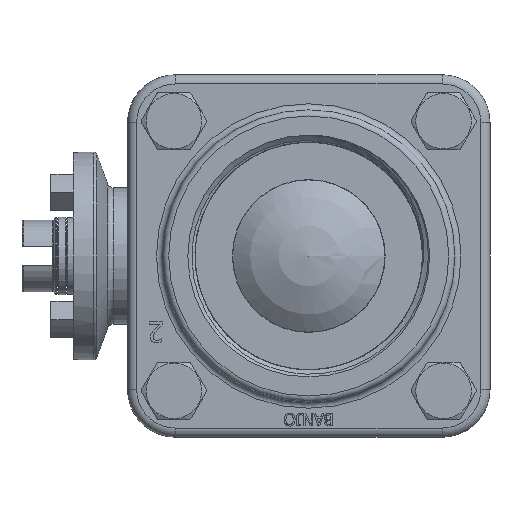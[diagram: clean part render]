
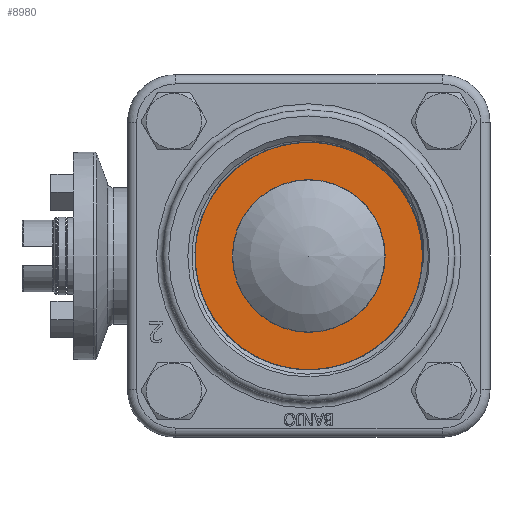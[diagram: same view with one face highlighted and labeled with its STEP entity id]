
A CAD part, left-side view. The second image highlights one B-rep face of the part: STEP entity #8980.
In plain terms, the highlighted planar face has unit normal (-1, 0, 0).
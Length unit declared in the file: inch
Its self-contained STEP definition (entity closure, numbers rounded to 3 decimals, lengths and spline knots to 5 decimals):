
#1737=PLANE('',#9837);
#1990=FACE_BOUND('',#3188,.T.);
#2468=FACE_OUTER_BOUND('',#3187,.T.);
#3187=EDGE_LOOP('',(#7784));
#3188=EDGE_LOOP('',(#7785));
#3751=CIRCLE('',#9829,1.11793);
#3753=CIRCLE('',#9836,0.75);
#4494=VERTEX_POINT('',#17846);
#4497=VERTEX_POINT('',#18921);
#5638=EDGE_CURVE('',#4494,#4494,#3751,.T.);
#5641=EDGE_CURVE('',#4497,#4497,#3753,.T.);
#7784=ORIENTED_EDGE('',*,*,#5638,.F.);
#7785=ORIENTED_EDGE('',*,*,#5641,.T.);
#8980=ADVANCED_FACE('',(#2468,#1990),#1737,.T.);
#9829=AXIS2_PLACEMENT_3D('',#18429,#11843,#11844);
#9836=AXIS2_PLACEMENT_3D('',#18922,#11858,#11859);
#9837=AXIS2_PLACEMENT_3D('',#18923,#11860,#11861);
#11843=DIRECTION('center_axis',(1.,0.,0.));
#11844=DIRECTION('ref_axis',(0.,1.,0.));
#11858=DIRECTION('center_axis',(1.,0.,0.));
#11859=DIRECTION('ref_axis',(0.,1.,0.));
#11860=DIRECTION('center_axis',(-1.,0.,0.));
#11861=DIRECTION('ref_axis',(0.,0.,1.));
#17846=CARTESIAN_POINT('',(0.86,0.83884,-0.739));
#18429=CARTESIAN_POINT('Origin',(0.86,0.,0.));
#18921=CARTESIAN_POINT('',(0.86,0.75,0.));
#18922=CARTESIAN_POINT('Origin',(0.86,0.,0.));
#18923=CARTESIAN_POINT('Origin',(0.86,0.93397,0.));
